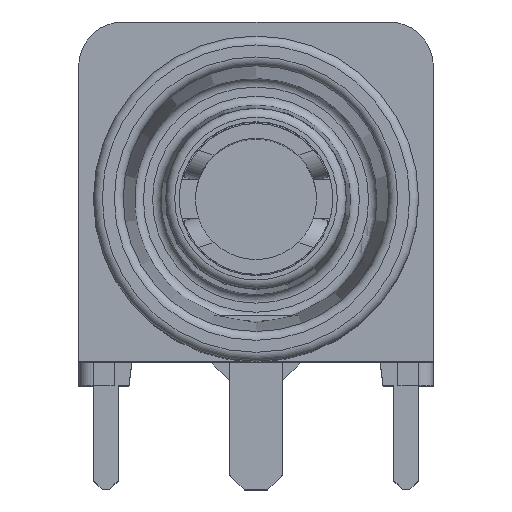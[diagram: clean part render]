
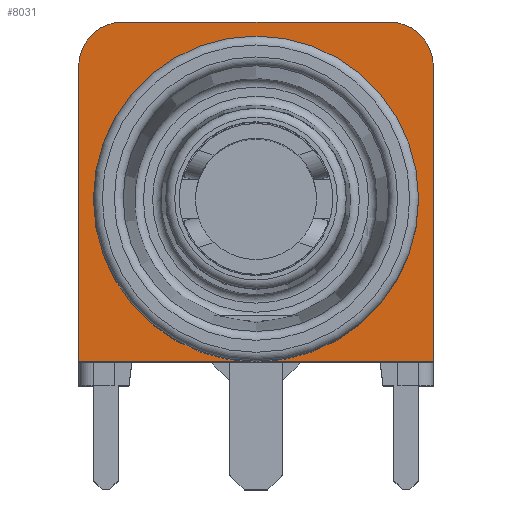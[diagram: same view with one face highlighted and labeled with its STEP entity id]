
A CAD part, top view. The second image highlights one B-rep face of the part: STEP entity #8031.
In plain terms, the highlighted planar face has unit normal (0, 0, 1).
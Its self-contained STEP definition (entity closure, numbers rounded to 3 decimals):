
#1072=FACE_OUTER_BOUND('',#1484,.T.);
#1484=EDGE_LOOP('',(#7258,#7259,#7260,#7261,#7262,#7263,#7264,#7265,#7266));
#2204=LINE('',#14217,#2996);
#2207=LINE('',#14223,#2999);
#2210=LINE('',#14228,#3002);
#2211=LINE('',#14229,#3003);
#2213=LINE('',#14233,#3005);
#2996=VECTOR('',#10216,10.);
#2999=VECTOR('',#10221,10.);
#3002=VECTOR('',#10226,10.);
#3003=VECTOR('',#10227,10.);
#3005=VECTOR('',#10231,10.);
#3261=CIRCLE('',#8529,5.5);
#3262=CIRCLE('',#8530,5.5);
#3266=CIRCLE('',#8549,1.5);
#3267=CIRCLE('',#8551,1.5);
#3960=VERTEX_POINT('',#14206);
#3961=VERTEX_POINT('',#14208);
#3962=VERTEX_POINT('',#14214);
#3963=VERTEX_POINT('',#14216);
#3964=VERTEX_POINT('',#14220);
#3965=VERTEX_POINT('',#14222);
#3966=VERTEX_POINT('',#14226);
#3967=VERTEX_POINT('',#14231);
#5034=EDGE_CURVE('',#3961,#3960,#3261,.T.);
#5035=EDGE_CURVE('',#3960,#3961,#3262,.T.);
#5038=EDGE_CURVE('',#3963,#3962,#2204,.T.);
#5041=EDGE_CURVE('',#3965,#3964,#2207,.T.);
#5044=EDGE_CURVE('',#3961,#3966,#2210,.T.);
#5045=EDGE_CURVE('',#3964,#3961,#2211,.T.);
#5047=EDGE_CURVE('',#3966,#3967,#2213,.T.);
#5060=EDGE_CURVE('',#3965,#3962,#3266,.T.);
#5061=EDGE_CURVE('',#3963,#3967,#3267,.T.);
#7258=ORIENTED_EDGE('',*,*,#5060,.F.);
#7259=ORIENTED_EDGE('',*,*,#5041,.T.);
#7260=ORIENTED_EDGE('',*,*,#5045,.T.);
#7261=ORIENTED_EDGE('',*,*,#5034,.T.);
#7262=ORIENTED_EDGE('',*,*,#5035,.T.);
#7263=ORIENTED_EDGE('',*,*,#5044,.T.);
#7264=ORIENTED_EDGE('',*,*,#5047,.T.);
#7265=ORIENTED_EDGE('',*,*,#5061,.F.);
#7266=ORIENTED_EDGE('',*,*,#5038,.T.);
#7638=PLANE('',#8576);
#8031=ADVANCED_FACE('',(#1072),#7638,.T.);
#8529=AXIS2_PLACEMENT_3D('',#14209,#10205,#10206);
#8530=AXIS2_PLACEMENT_3D('',#14210,#10207,#10208);
#8549=AXIS2_PLACEMENT_3D('',#14262,#10265,#10266);
#8551=AXIS2_PLACEMENT_3D('',#14264,#10269,#10270);
#8576=AXIS2_PLACEMENT_3D('',#14320,#10341,#10342);
#10205=DIRECTION('center_axis',(0.,0.,
-1.));
#10206=DIRECTION('ref_axis',(1.,0.,0.));
#10207=DIRECTION('center_axis',(0.,0.,
-1.));
#10208=DIRECTION('ref_axis',(1.,0.,0.));
#10216=DIRECTION('',(-1.,0.,0.));
#10221=DIRECTION('',(0.,-1.,0.));
#10226=DIRECTION('',(1.,0.,0.));
#10227=DIRECTION('',(1.,0.,0.));
#10231=DIRECTION('',(0.,1.,0.));
#10265=DIRECTION('center_axis',(0.,0.,
-1.));
#10266=DIRECTION('ref_axis',(-0.707,0.707,0.));
#10269=DIRECTION('center_axis',(0.,0.,
-1.));
#10270=DIRECTION('ref_axis',(0.707,0.707,0.));
#10341=DIRECTION('center_axis',(0.,0.,
1.));
#10342=DIRECTION('ref_axis',(1.,0.,0.));
#14206=CARTESIAN_POINT('',(-5.5,-6.,3.859));
#14208=CARTESIAN_POINT('',(0.,-11.5,3.859));
#14209=CARTESIAN_POINT('Origin',(0.,-6.,
3.859));
#14210=CARTESIAN_POINT('Origin',(0.,-6.,
3.859));
#14214=CARTESIAN_POINT('',(-4.5,0.,3.859));
#14216=CARTESIAN_POINT('',(4.5,0.,3.859));
#14217=CARTESIAN_POINT('',(6.,0.,3.859));
#14220=CARTESIAN_POINT('',(-6.,-11.5,3.859));
#14222=CARTESIAN_POINT('',(-6.,-1.5,3.859));
#14223=CARTESIAN_POINT('',(-6.,0.,3.859));
#14226=CARTESIAN_POINT('',(6.,-11.5,3.859));
#14228=CARTESIAN_POINT('',(-6.,-11.5,3.859));
#14229=CARTESIAN_POINT('',(-6.,-11.5,3.859));
#14231=CARTESIAN_POINT('',(6.,-1.5,3.859));
#14233=CARTESIAN_POINT('',(6.,-11.5,3.859));
#14262=CARTESIAN_POINT('Origin',(-4.5,-1.5,3.859));
#14264=CARTESIAN_POINT('Origin',(4.5,-1.5,3.859));
#14320=CARTESIAN_POINT('Origin',(0.,-5.75,
3.859));
